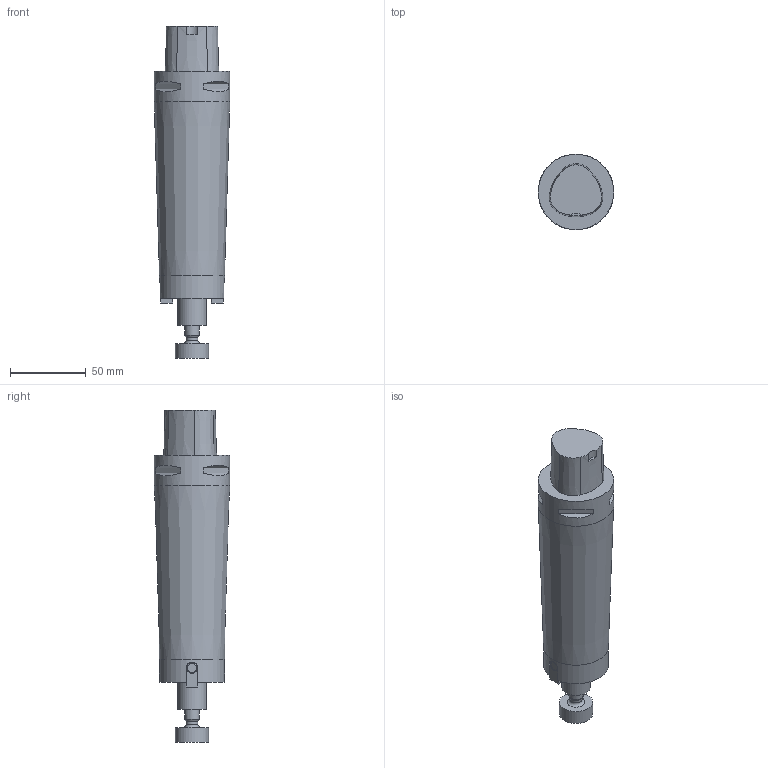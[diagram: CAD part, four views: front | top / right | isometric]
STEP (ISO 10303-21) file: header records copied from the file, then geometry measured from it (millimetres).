
FILE_DESCRIPTION(/* description */ ('3-D model version:1'),/* implementation_level */ '2;1');
FILE_NAME(/* name */ 'C5-A391.05C-19150',/* time_stamp */ '2016-12-02T14:02:10',/* author */ ('InteractiveCad'),/* organization */ ('AB Sandvik Coromant'),/* preprocessor_version */ 'ST-DEVELOPER v11',/* originating_system */ 'SIEMENS UGS NX 6.0',/* authorization */ '');
FILE_SCHEMA(('AUTOMOTIVE_DESIGN'));
Length unit declared in the file: millimetre
Products named in the file (1): C5_A391_05C_19150_SIM
Bounding box: 50 x 50 x 219.5 mm (x, y, z)
Volume: 292931.8 mm3; surface area: 32324.6 mm2
Topology: 1 solids, 3 shells, 95 faces, 231 edges, 152 vertices
Faces by surface type: plane 57, cylinder 23, cone 12, torus 3
Full cylindrical faces by diameter (mm): 4.166 x2, 4.5 x2, 6 x2, 6.8 x2, 7.9 x1, 9.525 x1, 19.05 x1, 22 x1, 43 x1, 50 x1
Entity records: 2804 total; most frequent: CARTESIAN_POINT 543, DIRECTION 466, ORIENTED_EDGE 408, EDGE_CURVE 204, AXIS2_PLACEMENT_3D 171, VERTEX_POINT 144, EDGE_LOOP 128, LINE 124
